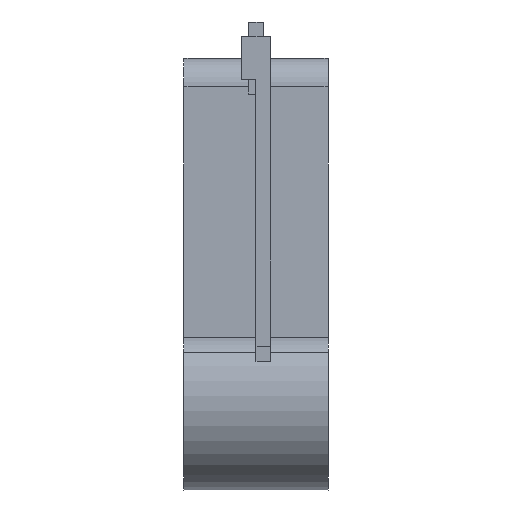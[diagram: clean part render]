
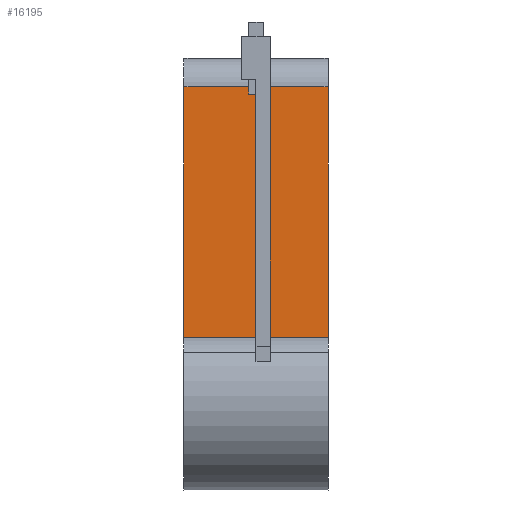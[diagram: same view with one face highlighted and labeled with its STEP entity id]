
A CAD part, left-side view. The second image highlights one B-rep face of the part: STEP entity #16195.
In plain terms, the highlighted planar face has unit normal (-1, 0, 0).
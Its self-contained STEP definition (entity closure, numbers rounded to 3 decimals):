
#6840 = PLANE('',#6841);
#6841 = AXIS2_PLACEMENT_3D('',#6842,#6843,#6844);
#6842 = CARTESIAN_POINT('',(3.188,-0.05,1.125));
#6843 = DIRECTION('',(0.,0.,-1.));
#6844 = DIRECTION('',(1.,0.,0.));
#12786 = PLANE('',#12787);
#12787 = AXIS2_PLACEMENT_3D('',#12788,#12789,#12790);
#12788 = CARTESIAN_POINT('',(3.188,-0.05,1.625));
#12789 = DIRECTION('',(0.,1.,0.));
#12790 = DIRECTION('',(1.,0.,0.));
#12823 = VERTEX_POINT('',#12824);
#12824 = CARTESIAN_POINT('',(4.938,-0.05,1.125));
#12871 = VERTEX_POINT('',#12872);
#12872 = CARTESIAN_POINT('',(4.938,0.05,1.125));
#12886 = PLANE('',#12887);
#12887 = AXIS2_PLACEMENT_3D('',#12888,#12889,#12890);
#12888 = CARTESIAN_POINT('',(3.188,0.05,1.625));
#12889 = DIRECTION('',(0.,1.,0.));
#12890 = DIRECTION('',(1.,0.,0.));
#12898 = EDGE_CURVE('',#12823,#12871,#12899,.T.);
#12899 = SURFACE_CURVE('',#12900,(#12904,#12911),.PCURVE_S1.);
#12900 = LINE('',#12901,#12902);
#12901 = CARTESIAN_POINT('',(4.938,-0.275,1.125));
#12902 = VECTOR('',#12903,1.);
#12903 = DIRECTION('',(-0.,1.,0.));
#12904 = PCURVE('',#6840,#12905);
#12905 = DEFINITIONAL_REPRESENTATION('',(#12906),#12910);
#12906 = LINE('',#12907,#12908);
#12907 = CARTESIAN_POINT('',(1.75,0.225));
#12908 = VECTOR('',#12909,1.);
#12909 = DIRECTION('',(0.,-1.));
#12910 = ( GEOMETRIC_REPRESENTATION_CONTEXT(2) 
PARAMETRIC_REPRESENTATION_CONTEXT() REPRESENTATION_CONTEXT('2D SPACE',''
  ) );
#12911 = PCURVE('',#12912,#12917);
#12912 = PLANE('',#12913);
#12913 = AXIS2_PLACEMENT_3D('',#12914,#12915,#12916);
#12914 = CARTESIAN_POINT('',(4.938,-0.5,-0.625));
#12915 = DIRECTION('',(1.,0.,0.));
#12916 = DIRECTION('',(0.,0.,1.));
#12917 = DEFINITIONAL_REPRESENTATION('',(#12918),#12922);
#12918 = LINE('',#12919,#12920);
#12919 = CARTESIAN_POINT('',(1.75,-0.225));
#12920 = VECTOR('',#12921,1.);
#12921 = DIRECTION('',(0.,-1.));
#12922 = ( GEOMETRIC_REPRESENTATION_CONTEXT(2) 
PARAMETRIC_REPRESENTATION_CONTEXT() REPRESENTATION_CONTEXT('2D SPACE',''
  ) );
#16144 = VERTEX_POINT('',#16145);
#16145 = CARTESIAN_POINT('',(4.938,-0.05,1.175));
#16160 = CYLINDRICAL_SURFACE('',#16161,0.2);
#16161 = AXIS2_PLACEMENT_3D('',#16162,#16163,#16164);
#16162 = CARTESIAN_POINT('',(5.138,-0.5,1.175));
#16163 = DIRECTION('',(0.,1.,0.));
#16164 = DIRECTION('',(0.,0.,1.));
#16172 = EDGE_CURVE('',#12823,#16144,#16173,.T.);
#16173 = SURFACE_CURVE('',#16174,(#16178,#16185),.PCURVE_S1.);
#16174 = LINE('',#16175,#16176);
#16175 = CARTESIAN_POINT('',(4.938,-0.05,0.5));
#16176 = VECTOR('',#16177,1.);
#16177 = DIRECTION('',(0.,0.,1.));
#16178 = PCURVE('',#12786,#16179);
#16179 = DEFINITIONAL_REPRESENTATION('',(#16180),#16184);
#16180 = LINE('',#16181,#16182);
#16181 = CARTESIAN_POINT('',(1.75,1.125));
#16182 = VECTOR('',#16183,1.);
#16183 = DIRECTION('',(0.,-1.));
#16184 = ( GEOMETRIC_REPRESENTATION_CONTEXT(2) 
PARAMETRIC_REPRESENTATION_CONTEXT() REPRESENTATION_CONTEXT('2D SPACE',''
  ) );
#16185 = PCURVE('',#12912,#16186);
#16186 = DEFINITIONAL_REPRESENTATION('',(#16187),#16191);
#16187 = LINE('',#16188,#16189);
#16188 = CARTESIAN_POINT('',(1.125,-0.45));
#16189 = VECTOR('',#16190,1.);
#16190 = DIRECTION('',(1.,0.));
#16191 = ( GEOMETRIC_REPRESENTATION_CONTEXT(2) 
PARAMETRIC_REPRESENTATION_CONTEXT() REPRESENTATION_CONTEXT('2D SPACE',''
  ) );
#16195 = ADVANCED_FACE('',(#16196),#12912,.F.);
#16196 = FACE_BOUND('',#16197,.F.);
#16197 = EDGE_LOOP('',(#16198,#16228,#16256,#16284,#16312,#16333,#16334,
    #16335));
#16198 = ORIENTED_EDGE('',*,*,#16199,.F.);
#16199 = EDGE_CURVE('',#16200,#16202,#16204,.T.);
#16200 = VERTEX_POINT('',#16201);
#16201 = CARTESIAN_POINT('',(4.938,-0.5,-0.563));
#16202 = VERTEX_POINT('',#16203);
#16203 = CARTESIAN_POINT('',(4.938,-0.5,1.175));
#16204 = SURFACE_CURVE('',#16205,(#16209,#16216),.PCURVE_S1.);
#16205 = LINE('',#16206,#16207);
#16206 = CARTESIAN_POINT('',(4.938,-0.5,-0.625));
#16207 = VECTOR('',#16208,1.);
#16208 = DIRECTION('',(0.,0.,1.));
#16209 = PCURVE('',#12912,#16210);
#16210 = DEFINITIONAL_REPRESENTATION('',(#16211),#16215);
#16211 = LINE('',#16212,#16213);
#16212 = CARTESIAN_POINT('',(0.,0.));
#16213 = VECTOR('',#16214,1.);
#16214 = DIRECTION('',(1.,0.));
#16215 = ( GEOMETRIC_REPRESENTATION_CONTEXT(2) 
PARAMETRIC_REPRESENTATION_CONTEXT() REPRESENTATION_CONTEXT('2D SPACE',''
  ) );
#16216 = PCURVE('',#16217,#16222);
#16217 = PLANE('',#16218);
#16218 = AXIS2_PLACEMENT_3D('',#16219,#16220,#16221);
#16219 = CARTESIAN_POINT('',(5.438,-0.5,-0.015));
#16220 = DIRECTION('',(0.,1.,0.));
#16221 = DIRECTION('',(1.,0.,0.));
#16222 = DEFINITIONAL_REPRESENTATION('',(#16223),#16227);
#16223 = LINE('',#16224,#16225);
#16224 = CARTESIAN_POINT('',(-0.5,0.61));
#16225 = VECTOR('',#16226,1.);
#16226 = DIRECTION('',(0.,-1.));
#16227 = ( GEOMETRIC_REPRESENTATION_CONTEXT(2) 
PARAMETRIC_REPRESENTATION_CONTEXT() REPRESENTATION_CONTEXT('2D SPACE',''
  ) );
#16228 = ORIENTED_EDGE('',*,*,#16229,.T.);
#16229 = EDGE_CURVE('',#16200,#16230,#16232,.T.);
#16230 = VERTEX_POINT('',#16231);
#16231 = CARTESIAN_POINT('',(4.938,0.5,-0.563));
#16232 = SURFACE_CURVE('',#16233,(#16237,#16244),.PCURVE_S1.);
#16233 = LINE('',#16234,#16235);
#16234 = CARTESIAN_POINT('',(4.938,-0.5,-0.563));
#16235 = VECTOR('',#16236,1.);
#16236 = DIRECTION('',(0.,1.,0.));
#16237 = PCURVE('',#12912,#16238);
#16238 = DEFINITIONAL_REPRESENTATION('',(#16239),#16243);
#16239 = LINE('',#16240,#16241);
#16240 = CARTESIAN_POINT('',(0.062,0.));
#16241 = VECTOR('',#16242,1.);
#16242 = DIRECTION('',(0.,-1.));
#16243 = ( GEOMETRIC_REPRESENTATION_CONTEXT(2) 
PARAMETRIC_REPRESENTATION_CONTEXT() REPRESENTATION_CONTEXT('2D SPACE',''
  ) );
#16244 = PCURVE('',#16245,#16250);
#16245 = CYLINDRICAL_SURFACE('',#16246,0.2);
#16246 = AXIS2_PLACEMENT_3D('',#16247,#16248,#16249);
#16247 = CARTESIAN_POINT('',(4.738,-0.5,-0.563));
#16248 = DIRECTION('',(0.,1.,0.));
#16249 = DIRECTION('',(0.848,0.,
    -0.529));
#16250 = DEFINITIONAL_REPRESENTATION('',(#16251),#16255);
#16251 = LINE('',#16252,#16253);
#16252 = CARTESIAN_POINT('',(-0.558,0.));
#16253 = VECTOR('',#16254,1.);
#16254 = DIRECTION('',(-0.,1.));
#16255 = ( GEOMETRIC_REPRESENTATION_CONTEXT(2) 
PARAMETRIC_REPRESENTATION_CONTEXT() REPRESENTATION_CONTEXT('2D SPACE',''
  ) );
#16256 = ORIENTED_EDGE('',*,*,#16257,.T.);
#16257 = EDGE_CURVE('',#16230,#16258,#16260,.T.);
#16258 = VERTEX_POINT('',#16259);
#16259 = CARTESIAN_POINT('',(4.938,0.5,1.175));
#16260 = SURFACE_CURVE('',#16261,(#16265,#16272),.PCURVE_S1.);
#16261 = LINE('',#16262,#16263);
#16262 = CARTESIAN_POINT('',(4.938,0.5,-0.625));
#16263 = VECTOR('',#16264,1.);
#16264 = DIRECTION('',(0.,0.,1.));
#16265 = PCURVE('',#12912,#16266);
#16266 = DEFINITIONAL_REPRESENTATION('',(#16267),#16271);
#16267 = LINE('',#16268,#16269);
#16268 = CARTESIAN_POINT('',(0.,-1.));
#16269 = VECTOR('',#16270,1.);
#16270 = DIRECTION('',(1.,0.));
#16271 = ( GEOMETRIC_REPRESENTATION_CONTEXT(2) 
PARAMETRIC_REPRESENTATION_CONTEXT() REPRESENTATION_CONTEXT('2D SPACE',''
  ) );
#16272 = PCURVE('',#16273,#16278);
#16273 = PLANE('',#16274);
#16274 = AXIS2_PLACEMENT_3D('',#16275,#16276,#16277);
#16275 = CARTESIAN_POINT('',(5.438,0.5,-0.015));
#16276 = DIRECTION('',(0.,1.,0.));
#16277 = DIRECTION('',(1.,0.,0.));
#16278 = DEFINITIONAL_REPRESENTATION('',(#16279),#16283);
#16279 = LINE('',#16280,#16281);
#16280 = CARTESIAN_POINT('',(-0.5,0.61));
#16281 = VECTOR('',#16282,1.);
#16282 = DIRECTION('',(0.,-1.));
#16283 = ( GEOMETRIC_REPRESENTATION_CONTEXT(2) 
PARAMETRIC_REPRESENTATION_CONTEXT() REPRESENTATION_CONTEXT('2D SPACE',''
  ) );
#16284 = ORIENTED_EDGE('',*,*,#16285,.F.);
#16285 = EDGE_CURVE('',#16286,#16258,#16288,.T.);
#16286 = VERTEX_POINT('',#16287);
#16287 = CARTESIAN_POINT('',(4.938,0.05,1.175));
#16288 = SURFACE_CURVE('',#16289,(#16293,#16300),.PCURVE_S1.);
#16289 = LINE('',#16290,#16291);
#16290 = CARTESIAN_POINT('',(4.938,-0.5,1.175));
#16291 = VECTOR('',#16292,1.);
#16292 = DIRECTION('',(0.,1.,0.));
#16293 = PCURVE('',#12912,#16294);
#16294 = DEFINITIONAL_REPRESENTATION('',(#16295),#16299);
#16295 = LINE('',#16296,#16297);
#16296 = CARTESIAN_POINT('',(1.8,0.));
#16297 = VECTOR('',#16298,1.);
#16298 = DIRECTION('',(0.,-1.));
#16299 = ( GEOMETRIC_REPRESENTATION_CONTEXT(2) 
PARAMETRIC_REPRESENTATION_CONTEXT() REPRESENTATION_CONTEXT('2D SPACE',''
  ) );
#16300 = PCURVE('',#16301,#16306);
#16301 = CYLINDRICAL_SURFACE('',#16302,0.2);
#16302 = AXIS2_PLACEMENT_3D('',#16303,#16304,#16305);
#16303 = CARTESIAN_POINT('',(5.138,-0.5,1.175));
#16304 = DIRECTION('',(0.,1.,0.));
#16305 = DIRECTION('',(0.,0.,1.));
#16306 = DEFINITIONAL_REPRESENTATION('',(#16307),#16311);
#16307 = LINE('',#16308,#16309);
#16308 = CARTESIAN_POINT('',(-1.571,0.));
#16309 = VECTOR('',#16310,1.);
#16310 = DIRECTION('',(-0.,1.));
#16311 = ( GEOMETRIC_REPRESENTATION_CONTEXT(2) 
PARAMETRIC_REPRESENTATION_CONTEXT() REPRESENTATION_CONTEXT('2D SPACE',''
  ) );
#16312 = ORIENTED_EDGE('',*,*,#16313,.F.);
#16313 = EDGE_CURVE('',#12871,#16286,#16314,.T.);
#16314 = SURFACE_CURVE('',#16315,(#16319,#16326),.PCURVE_S1.);
#16315 = LINE('',#16316,#16317);
#16316 = CARTESIAN_POINT('',(4.938,0.05,0.5));
#16317 = VECTOR('',#16318,1.);
#16318 = DIRECTION('',(0.,0.,1.));
#16319 = PCURVE('',#12912,#16320);
#16320 = DEFINITIONAL_REPRESENTATION('',(#16321),#16325);
#16321 = LINE('',#16322,#16323);
#16322 = CARTESIAN_POINT('',(1.125,-0.55));
#16323 = VECTOR('',#16324,1.);
#16324 = DIRECTION('',(1.,0.));
#16325 = ( GEOMETRIC_REPRESENTATION_CONTEXT(2) 
PARAMETRIC_REPRESENTATION_CONTEXT() REPRESENTATION_CONTEXT('2D SPACE',''
  ) );
#16326 = PCURVE('',#12886,#16327);
#16327 = DEFINITIONAL_REPRESENTATION('',(#16328),#16332);
#16328 = LINE('',#16329,#16330);
#16329 = CARTESIAN_POINT('',(1.75,1.125));
#16330 = VECTOR('',#16331,1.);
#16331 = DIRECTION('',(0.,-1.));
#16332 = ( GEOMETRIC_REPRESENTATION_CONTEXT(2) 
PARAMETRIC_REPRESENTATION_CONTEXT() REPRESENTATION_CONTEXT('2D SPACE',''
  ) );
#16333 = ORIENTED_EDGE('',*,*,#12898,.F.);
#16334 = ORIENTED_EDGE('',*,*,#16172,.T.);
#16335 = ORIENTED_EDGE('',*,*,#16336,.F.);
#16336 = EDGE_CURVE('',#16202,#16144,#16337,.T.);
#16337 = SURFACE_CURVE('',#16338,(#16342,#16349),.PCURVE_S1.);
#16338 = LINE('',#16339,#16340);
#16339 = CARTESIAN_POINT('',(4.938,-0.5,1.175));
#16340 = VECTOR('',#16341,1.);
#16341 = DIRECTION('',(0.,1.,0.));
#16342 = PCURVE('',#12912,#16343);
#16343 = DEFINITIONAL_REPRESENTATION('',(#16344),#16348);
#16344 = LINE('',#16345,#16346);
#16345 = CARTESIAN_POINT('',(1.8,0.));
#16346 = VECTOR('',#16347,1.);
#16347 = DIRECTION('',(0.,-1.));
#16348 = ( GEOMETRIC_REPRESENTATION_CONTEXT(2) 
PARAMETRIC_REPRESENTATION_CONTEXT() REPRESENTATION_CONTEXT('2D SPACE',''
  ) );
#16349 = PCURVE('',#16160,#16350);
#16350 = DEFINITIONAL_REPRESENTATION('',(#16351),#16355);
#16351 = LINE('',#16352,#16353);
#16352 = CARTESIAN_POINT('',(-1.571,0.));
#16353 = VECTOR('',#16354,1.);
#16354 = DIRECTION('',(-0.,1.));
#16355 = ( GEOMETRIC_REPRESENTATION_CONTEXT(2) 
PARAMETRIC_REPRESENTATION_CONTEXT() REPRESENTATION_CONTEXT('2D SPACE',''
  ) );
